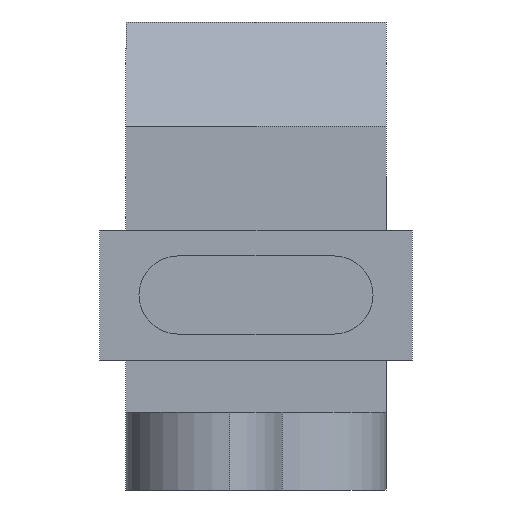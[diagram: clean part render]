
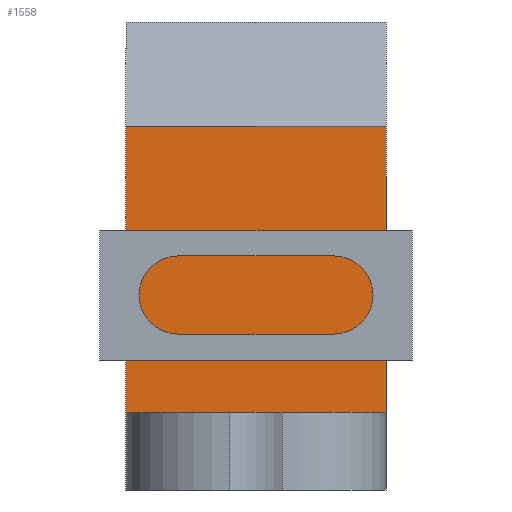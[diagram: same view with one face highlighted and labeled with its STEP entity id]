
A CAD part, left-side view. The second image highlights one B-rep face of the part: STEP entity #1558.
In plain terms, the highlighted planar face has unit normal (-1, 0, 0).
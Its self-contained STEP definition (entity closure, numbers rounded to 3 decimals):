
#49=PLANE('',#1668);
#134=FACE_OUTER_BOUND('',#216,.T.);
#216=EDGE_LOOP('',(#1236,#1237,#1238,#1239));
#358=LINE('',#2351,#558);
#362=LINE('',#2358,#562);
#363=LINE('',#2361,#563);
#364=LINE('',#2362,#564);
#558=VECTOR('',#1900,10.);
#562=VECTOR('',#1906,10.);
#563=VECTOR('',#1909,10.);
#564=VECTOR('',#1910,10.);
#769=VERTEX_POINT('',#2348);
#770=VERTEX_POINT('',#2350);
#772=VERTEX_POINT('',#2356);
#773=VERTEX_POINT('',#2360);
#946=EDGE_CURVE('',#770,#769,#358,.T.);
#950=EDGE_CURVE('',#772,#769,#362,.T.);
#951=EDGE_CURVE('',#773,#772,#363,.F.);
#952=EDGE_CURVE('',#770,#773,#364,.T.);
#1236=ORIENTED_EDGE('',*,*,#950,.F.);
#1237=ORIENTED_EDGE('',*,*,#951,.F.);
#1238=ORIENTED_EDGE('',*,*,#952,.F.);
#1239=ORIENTED_EDGE('',*,*,#946,.T.);
#1558=ADVANCED_FACE('',(#134),#49,.T.);
#1668=AXIS2_PLACEMENT_3D('',#2359,#1907,#1908);
#1900=DIRECTION('',(0.,0.,1.));
#1906=DIRECTION('',(0.,-1.,0.));
#1907=DIRECTION('center_axis',(-1.,0.,0.));
#1908=DIRECTION('ref_axis',(0.,-1.,0.));
#1909=DIRECTION('',(0.,0.,-1.));
#1910=DIRECTION('',(0.,1.,0.));
#2348=CARTESIAN_POINT('',(-35.,-25.,70.));
#2350=CARTESIAN_POINT('',(-35.,-25.,15.));
#2351=CARTESIAN_POINT('',(-35.,-25.,7.5));
#2356=CARTESIAN_POINT('',(-35.,25.,70.));
#2358=CARTESIAN_POINT('',(-35.,12.5,70.));
#2359=CARTESIAN_POINT('Origin',(-35.,25.,15.));
#2360=CARTESIAN_POINT('',(-35.,25.,15.));
#2361=CARTESIAN_POINT('',(-35.,25.,7.5));
#2362=CARTESIAN_POINT('',(-35.,12.5,15.));
